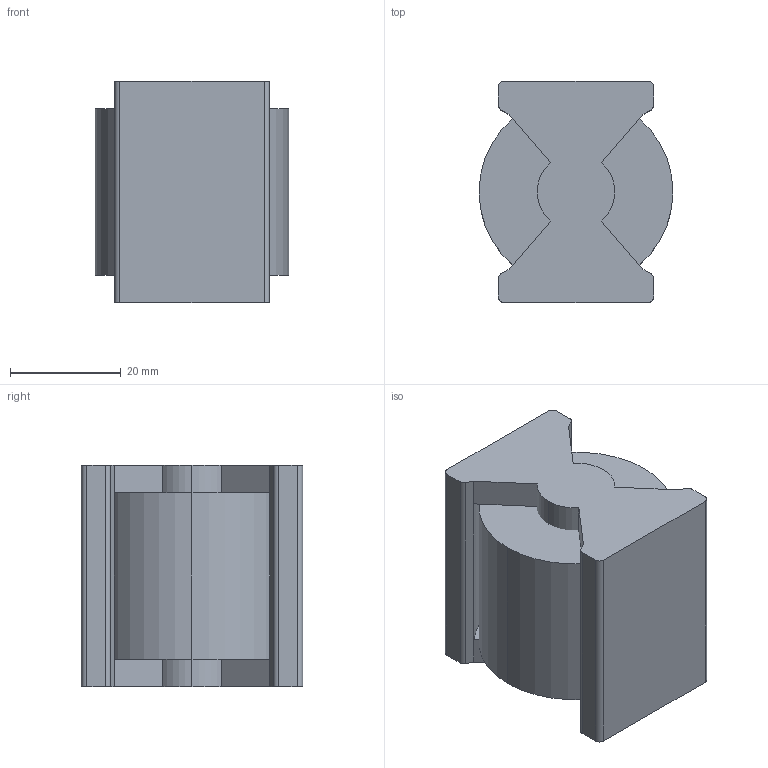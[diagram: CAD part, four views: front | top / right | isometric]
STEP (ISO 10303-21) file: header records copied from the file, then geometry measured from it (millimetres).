
FILE_DESCRIPTION (( 'STEP AP214' ), '1' );
FILE_NAME ('PC95PQ4040Z.STEP', '2022-12-21T20:35:54', ( '' ), ( '' ), 'SwSTEP 2.0', 'SolidWorks 2021', '' );
FILE_SCHEMA (( 'AUTOMOTIVE_DESIGN' ));
Length unit declared in the file: millimetre
Products named in the file (1): PC95PQ4040Z
Bounding box: 35 x 40 x 40 mm (x, y, z)
Volume: 46480.3 mm3; surface area: 14464 mm2
Topology: 2 solids, 2 shells, 40 faces, 112 edges, 72 vertices
Faces by surface type: plane 26, cylinder 14
Entity records: 1680 total; most frequent: DIRECTION 230, CARTESIAN_POINT 225, ORIENTED_EDGE 224, EDGE_CURVE 112, AXIS2_PLACEMENT_3D 77, VECTOR 76, LINE 76, VERTEX_POINT 72
